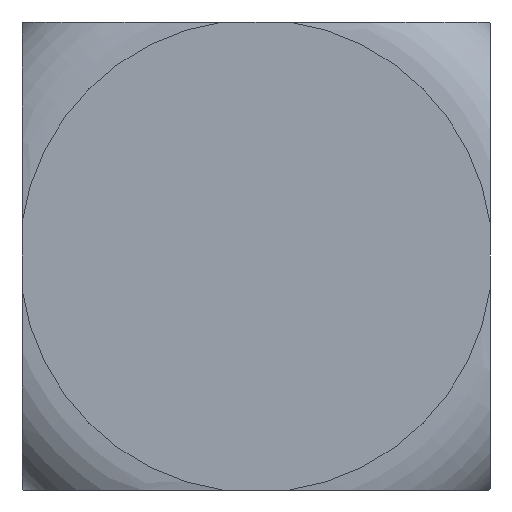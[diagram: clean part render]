
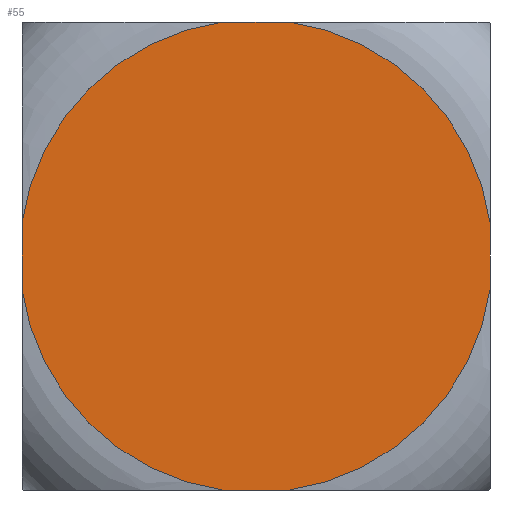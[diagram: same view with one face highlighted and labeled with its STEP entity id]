
A CAD part, left-side view. The second image highlights one B-rep face of the part: STEP entity #55.
In plain terms, the highlighted planar face has unit normal (-1, 0, 0).
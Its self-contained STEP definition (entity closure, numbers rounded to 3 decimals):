
#55 = ADVANCED_FACE( '', ( #123 ), #124, .F. );
#123 = FACE_OUTER_BOUND( '', #204, .T. );
#124 = PLANE( '', #205 );
#204 = EDGE_LOOP( '', ( #301, #302, #303, #304, #305, #306, #307, #308 ) );
#205 = AXIS2_PLACEMENT_3D( '', #309, #310, #311 );
#301 = ORIENTED_EDGE( '', *, *, #469, .F. );
#302 = ORIENTED_EDGE( '', *, *, #482, .F. );
#303 = ORIENTED_EDGE( '', *, *, #483, .F. );
#304 = ORIENTED_EDGE( '', *, *, #484, .F. );
#305 = ORIENTED_EDGE( '', *, *, #485, .F. );
#306 = ORIENTED_EDGE( '', *, *, #486, .F. );
#307 = ORIENTED_EDGE( '', *, *, #487, .F. );
#308 = ORIENTED_EDGE( '', *, *, #488, .F. );
#309 = CARTESIAN_POINT( '', ( 0., 0., 0. ) );
#310 = DIRECTION( '', ( 1., 0., 0. ) );
#311 = DIRECTION( '', ( 0., 0., -1. ) );
#469 = EDGE_CURVE( '', #550, #539, #552, .T. );
#482 = EDGE_CURVE( '', #573, #550, #574, .T. );
#483 = EDGE_CURVE( '', #575, #573, #576, .T. );
#484 = EDGE_CURVE( '', #577, #575, #578, .T. );
#485 = EDGE_CURVE( '', #579, #577, #580, .T. );
#486 = EDGE_CURVE( '', #581, #579, #582, .T. );
#487 = EDGE_CURVE( '', #583, #581, #584, .T. );
#488 = EDGE_CURVE( '', #539, #583, #585, .T. );
#539 = VERTEX_POINT( '', #649 );
#550 = VERTEX_POINT( '', #693 );
#552 = LINE( '', #720, #721 );
#573 = VERTEX_POINT( '', #745 );
#574 = CIRCLE( '', #746, 20.2 );
#575 = VERTEX_POINT( '', #747 );
#576 = LINE( '', #748, #749 );
#577 = VERTEX_POINT( '', #750 );
#578 = CIRCLE( '', #751, 20.2 );
#579 = VERTEX_POINT( '', #752 );
#580 = LINE( '', #753, #754 );
#581 = VERTEX_POINT( '', #755 );
#582 = CIRCLE( '', #756, 20.2 );
#583 = VERTEX_POINT( '', #757 );
#584 = LINE( '', #758, #759 );
#585 = CIRCLE( '', #760, 20.2 );
#649 = CARTESIAN_POINT( '', ( 0., 20., 2.835 ) );
#693 = CARTESIAN_POINT( '', ( 0., 20., -2.835 ) );
#720 = CARTESIAN_POINT( '', ( 0., 20., -20. ) );
#721 = VECTOR( '', #995, 1000. );
#745 = CARTESIAN_POINT( '', ( 0., 2.835, -20. ) );
#746 = AXIS2_PLACEMENT_3D( '', #1017, #1018, #1019 );
#747 = CARTESIAN_POINT( '', ( 0., -2.835, -20. ) );
#748 = CARTESIAN_POINT( '', ( 0., -20., -20. ) );
#749 = VECTOR( '', #1020, 1000. );
#750 = CARTESIAN_POINT( '', ( 0., -20., -2.835 ) );
#751 = AXIS2_PLACEMENT_3D( '', #1021, #1022, #1023 );
#752 = CARTESIAN_POINT( '', ( 0., -20., 2.835 ) );
#753 = CARTESIAN_POINT( '', ( 0., -20., 20. ) );
#754 = VECTOR( '', #1024, 1000. );
#755 = CARTESIAN_POINT( '', ( 0., -2.835, 20. ) );
#756 = AXIS2_PLACEMENT_3D( '', #1025, #1026, #1027 );
#757 = CARTESIAN_POINT( '', ( 0., 2.835, 20. ) );
#758 = CARTESIAN_POINT( '', ( 0., 20., 20. ) );
#759 = VECTOR( '', #1028, 1000. );
#760 = AXIS2_PLACEMENT_3D( '', #1029, #1030, #1031 );
#995 = DIRECTION( '', ( 0., 0., 1. ) );
#1017 = CARTESIAN_POINT( '', ( 0., 0., 0. ) );
#1018 = DIRECTION( '', ( 1., 0., 0. ) );
#1019 = DIRECTION( '', ( 0., 0., -1. ) );
#1020 = DIRECTION( '', ( 0., 1., 0. ) );
#1021 = CARTESIAN_POINT( '', ( 0., 0., 0. ) );
#1022 = DIRECTION( '', ( 1., 0., 0. ) );
#1023 = DIRECTION( '', ( 0., 0., -1. ) );
#1024 = DIRECTION( '', ( 0., 0., -1. ) );
#1025 = CARTESIAN_POINT( '', ( 0., 0., 0. ) );
#1026 = DIRECTION( '', ( 1., 0., 0. ) );
#1027 = DIRECTION( '', ( 0., 0., -1. ) );
#1028 = DIRECTION( '', ( 0., -1., 0. ) );
#1029 = CARTESIAN_POINT( '', ( 0., 0., 0. ) );
#1030 = DIRECTION( '', ( 1., 0., 0. ) );
#1031 = DIRECTION( '', ( 0., 0., -1. ) );
